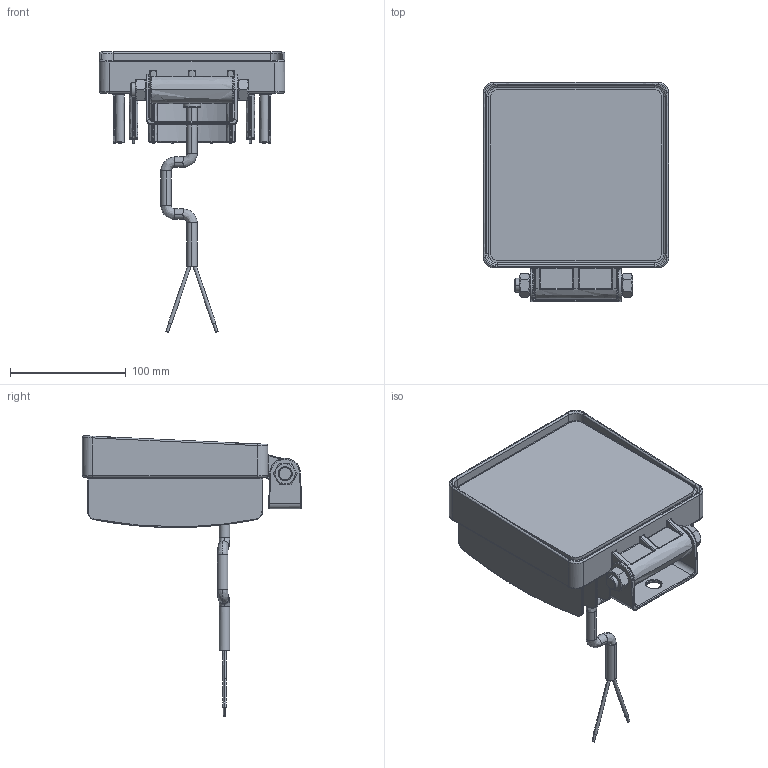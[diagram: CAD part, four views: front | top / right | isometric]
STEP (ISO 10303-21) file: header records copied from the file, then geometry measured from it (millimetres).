
FILE_DESCRIPTION(('FreeCAD Model'),'2;1');
FILE_NAME('Open CASCADE Shape Model','2025-05-04T17:41:21',('FreeCAD'),( 'FreeCAD'),'Open CASCADE STEP processor 7.6','FreeCAD','Unknown');
FILE_SCHEMA(('AUTOMOTIVE_DESIGN { 1 0 10303 214 1 1 1 1 }'));
Products named in the file (1): Open CASCADE STEP translator 7.6 1
Bounding box: 160.04 x 189.21 x 242.06 mm (x, y, z)
Volume: 839229.3 mm3; surface area: 268713.8 mm2
Topology: 6 solids, 6 shells, 1210 faces, 2790 edges, 1545 vertices
Faces by surface type: bspline 1210
Entity records: 42812 total; most frequent: CARTESIAN_POINT 27935, ORIENTED_EDGE 5374, EDGE_CURVE 2687, VERTEX_POINT 1545, FACE_BOUND 1276, EDGE_LOOP 1276, B_SPLINE_CURVE_WITH_KNOTS 1243, ADVANCED_FACE 1210
